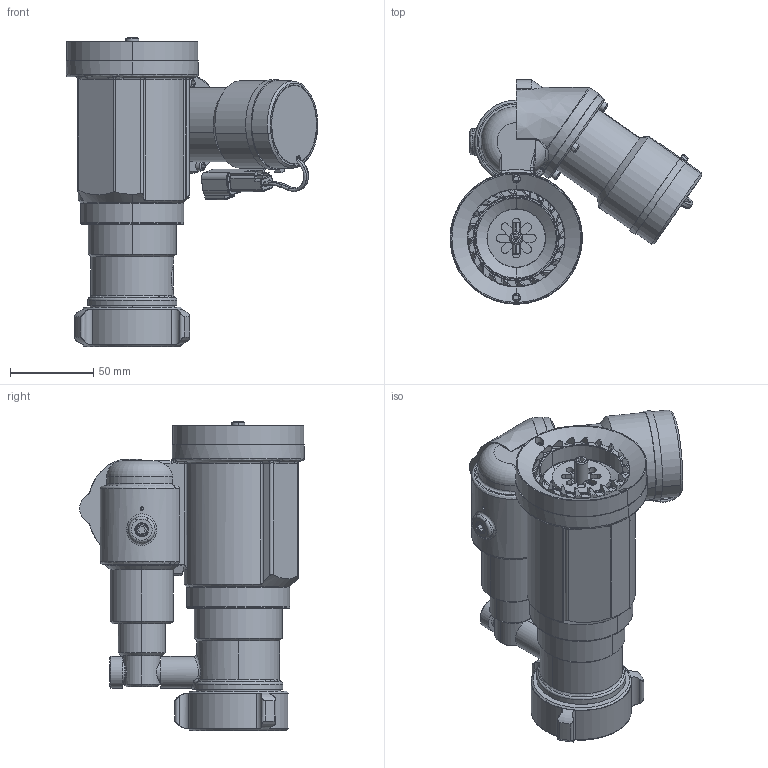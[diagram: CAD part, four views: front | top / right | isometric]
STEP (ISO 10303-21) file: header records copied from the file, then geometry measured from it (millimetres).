
FILE_DESCRIPTION((''),'2;1');
FILE_NAME('NO_FLAT_PATTERN_SW0001','2012-04-02T',('jdetw'),(''),'PRO/ENGINEER BY PARAMETRIC TECHNOLOGY CORPORATION, 2011180','PRO/ENGINEER BY PARAMETRIC TECHNOLOGY CORPORATION, 2011180','');
FILE_SCHEMA(('CONFIG_CONTROL_DESIGN'));
Length unit declared in the file: inch
Products named in the file (1): NO_FLAT_PATTERN_SW0001
Bounding box: 151.15 x 134.87 x 185.88 mm (x, y, z)
Surface area: 176310.3 mm2 (no closed solid volume)
Topology: 0 solids, 63 shells, 1071 faces, 3732 edges, 2710 vertices
Faces by surface type: plane 407, cylinder 389, cone 115, torus 75, bspline 65, sphere 16, extrusion 4
Entity records: 51369 total; most frequent: CARTESIAN_POINT 20107, ORIENTED_EDGE 6178, DIRECTION 6173, EDGE_CURVE 3726, VERTEX_POINT 2710, VECTOR 2219, LINE 2215, AXIS2_PLACEMENT_3D 1977
